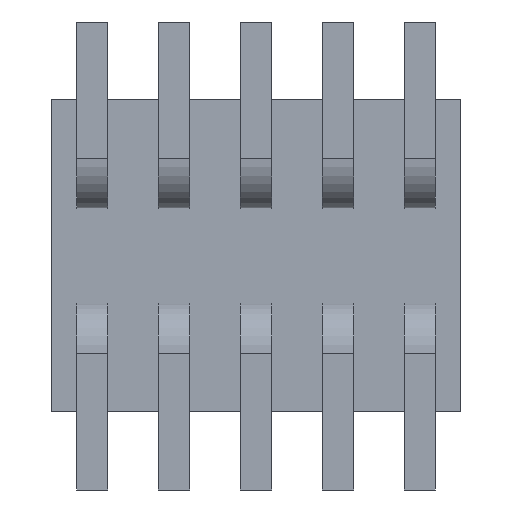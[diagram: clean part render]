
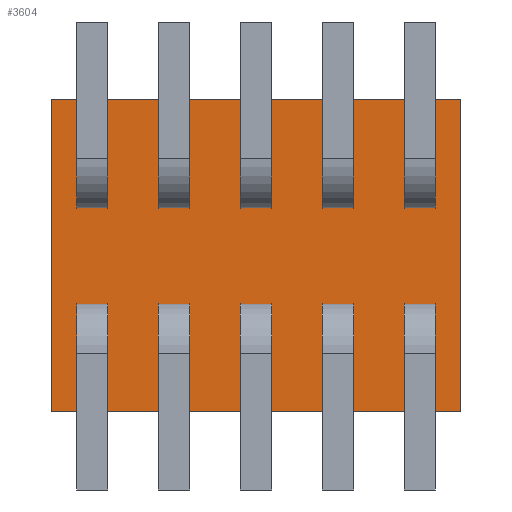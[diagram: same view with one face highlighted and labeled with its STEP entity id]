
A CAD part, front view. The second image highlights one B-rep face of the part: STEP entity #3604.
In plain terms, the highlighted planar face has unit normal (0, -1, 0).
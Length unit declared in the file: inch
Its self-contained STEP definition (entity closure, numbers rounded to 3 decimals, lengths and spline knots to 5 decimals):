
#95=ORIENTED_EDGE('',*,*,#1167,.T.);
#96=ORIENTED_EDGE('',*,*,#1168,.F.);
#97=ORIENTED_EDGE('',*,*,#1169,.F.);
#98=ORIENTED_EDGE('',*,*,#1164,.T.);
#1164=EDGE_CURVE('',#1701,#1700,#2044,.T.);
#1167=EDGE_CURVE('',#1700,#1703,#2047,.T.);
#1168=EDGE_CURVE('',#1704,#1703,#2048,.T.);
#1169=EDGE_CURVE('',#1701,#1704,#2049,.T.);
#1700=VERTEX_POINT('',#5041);
#1701=VERTEX_POINT('',#5043);
#1703=VERTEX_POINT('',#5049);
#1704=VERTEX_POINT('',#5051);
#2044=LINE('',#5042,#2540);
#2047=LINE('',#5048,#2543);
#2048=LINE('',#5050,#2544);
#2049=LINE('',#5052,#2545);
#2540=VECTOR('',#4068,39.37008);
#2543=VECTOR('',#4073,39.37008);
#2544=VECTOR('',#4074,39.37008);
#2545=VECTOR('',#4075,39.37008);
#3036=EDGE_LOOP('',(#95,#96,#97,#98));
#3232=FACE_BOUND('',#3036,.T.);
#3428=PLANE('',#3826);
#3604=ADVANCED_FACE('',(#3232),#3428,.F.);
#3826=AXIS2_PLACEMENT_3D('',#5047,#4071,#4072);
#4068=DIRECTION('',(-1.,0.,0.));
#4071=DIRECTION('',(0.,1.,0.));
#4072=DIRECTION('',(0.,0.,1.));
#4073=DIRECTION('',(0.,0.,-1.));
#4074=DIRECTION('',(-1.,0.,0.));
#4075=DIRECTION('',(0.,0.,-1.));
#5041=CARTESIAN_POINT('',(-0.07875,0.,0.06));
#5042=CARTESIAN_POINT('',(0.07875,0.,0.06));
#5043=CARTESIAN_POINT('',(0.07875,0.,0.06));
#5047=CARTESIAN_POINT('',(0.07875,0.,0.06));
#5048=CARTESIAN_POINT('',(-0.07875,0.,0.06));
#5049=CARTESIAN_POINT('',(-0.07875,0.,-0.06));
#5050=CARTESIAN_POINT('',(0.07875,0.,-0.06));
#5051=CARTESIAN_POINT('',(0.07875,0.,-0.06));
#5052=CARTESIAN_POINT('',(0.07875,0.,0.06));
